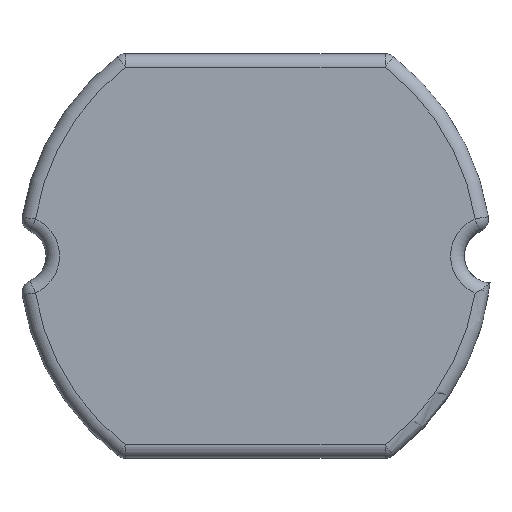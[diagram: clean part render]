
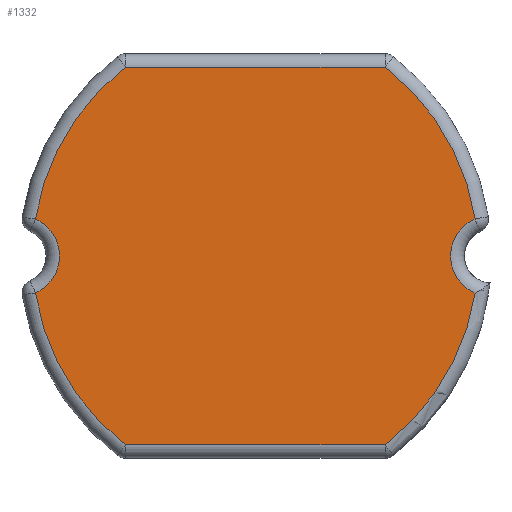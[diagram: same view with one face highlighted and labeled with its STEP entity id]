
A CAD part, front view. The second image highlights one B-rep face of the part: STEP entity #1332.
In plain terms, the highlighted planar face has unit normal (0, -1, 0).
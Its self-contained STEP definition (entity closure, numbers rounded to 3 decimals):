
#17 = AXIS2_PLACEMENT_3D ( 'NONE', #1857, #669, #2047 ) ;
#35 = ORIENTED_EDGE ( 'NONE', *, *, #1206, .T. ) ;
#138 = DIRECTION ( 'NONE',  ( 0., 0., 1. ) ) ;
#154 = ORIENTED_EDGE ( 'NONE', *, *, #673, .T. ) ;
#169 = DIRECTION ( 'NONE',  ( 0., 0., 1. ) ) ;
#236 = CARTESIAN_POINT ( 'NONE',  ( 1.75, 0., 0. ) ) ;
#252 = CIRCLE ( 'NONE', #281, 0.3 ) ;
#259 = ORIENTED_EDGE ( 'NONE', *, *, #1347, .T. ) ;
#278 = CARTESIAN_POINT ( 'NONE',  ( 1.632, 0., -0.276 ) ) ;
#281 = AXIS2_PLACEMENT_3D ( 'NONE', #2531, #1360, #169 ) ;
#304 = ORIENTED_EDGE ( 'NONE', *, *, #1069, .T. ) ;
#345 = VERTEX_POINT ( 'NONE', #581 ) ;
#361 = CIRCLE ( 'NONE', #17, 1.77 ) ;
#377 = DIRECTION ( 'NONE',  ( 0., -1., 0. ) ) ;
#408 = VERTEX_POINT ( 'NONE', #278 ) ;
#446 = DIRECTION ( 'NONE',  ( 0., 0., 1. ) ) ;
#490 = CARTESIAN_POINT ( 'NONE',  ( 0.964, 0., 1.402 ) ) ;
#533 = VERTEX_POINT ( 'NONE', #2155 ) ;
#536 = PLANE ( 'NONE',  #2232 ) ;
#549 = EDGE_CURVE ( 'NONE', #1998, #1398, #1112, .T. ) ;
#581 = CARTESIAN_POINT ( 'NONE',  ( 1.632, 0., 0.276 ) ) ;
#585 = CARTESIAN_POINT ( 'NONE',  ( 0.116, 0., 0. ) ) ;
#590 = VECTOR ( 'NONE', #785, 1000. ) ;
#665 = DIRECTION ( 'NONE',  ( 0., 1., 0. ) ) ;
#669 = DIRECTION ( 'NONE',  ( 0., -1., 0. ) ) ;
#673 = EDGE_CURVE ( 'NONE', #345, #1998, #1909, .T. ) ;
#723 = LINE ( 'NONE', #2069, #1589 ) ;
#776 = DIRECTION ( 'NONE',  ( 0., 0., 1. ) ) ;
#785 = DIRECTION ( 'NONE',  ( -1., 0., 0. ) ) ;
#806 = EDGE_LOOP ( 'NONE', ( #1353, #1604, #259, #35, #304, #2431, #154, #1706 ) ) ;
#846 = CARTESIAN_POINT ( 'NONE',  ( -0.117, 0., 0. ) ) ;
#904 = CARTESIAN_POINT ( 'NONE',  ( 0.964, 0., -1.402 ) ) ;
#939 = EDGE_CURVE ( 'NONE', #408, #345, #1893, .T. ) ;
#1005 = VERTEX_POINT ( 'NONE', #1597 ) ;
#1069 = EDGE_CURVE ( 'NONE', #1948, #408, #2506, .T. ) ;
#1112 = LINE ( 'NONE', #1964, #590 ) ;
#1206 = EDGE_CURVE ( 'NONE', #533, #1948, #723, .T. ) ;
#1330 = DIRECTION ( 'NONE',  ( 0., -1., 0. ) ) ;
#1332 = ADVANCED_FACE ( 'NONE', ( #2042 ), #536, .F. ) ;
#1347 = EDGE_CURVE ( 'NONE', #2556, #533, #361, .T. ) ;
#1353 = ORIENTED_EDGE ( 'NONE', *, *, #1741, .T. ) ;
#1360 = DIRECTION ( 'NONE',  ( 0., 1., 0. ) ) ;
#1398 = VERTEX_POINT ( 'NONE', #1474 ) ;
#1474 = CARTESIAN_POINT ( 'NONE',  ( -0.964, 0., 1.402 ) ) ;
#1530 = CIRCLE ( 'NONE', #1605, 1.77 ) ;
#1531 = AXIS2_PLACEMENT_3D ( 'NONE', #2502, #1330, #138 ) ;
#1563 = AXIS2_PLACEMENT_3D ( 'NONE', #846, #377, #1753 ) ;
#1589 = VECTOR ( 'NONE', #1695, 1000. ) ;
#1597 = CARTESIAN_POINT ( 'NONE',  ( -1.633, 0., 0.274 ) ) ;
#1603 = EDGE_CURVE ( 'NONE', #1005, #2556, #252, .T. ) ;
#1604 = ORIENTED_EDGE ( 'NONE', *, *, #1603, .T. ) ;
#1605 = AXIS2_PLACEMENT_3D ( 'NONE', #585, #1958, #776 ) ;
#1628 = DIRECTION ( 'NONE',  ( 0., 1., 0. ) ) ;
#1695 = DIRECTION ( 'NONE',  ( 1., 0., 0. ) ) ;
#1706 = ORIENTED_EDGE ( 'NONE', *, *, #549, .T. ) ;
#1729 = CARTESIAN_POINT ( 'NONE',  ( 0.116, 0., 0. ) ) ;
#1741 = EDGE_CURVE ( 'NONE', #1398, #1005, #1530, .T. ) ;
#1753 = DIRECTION ( 'NONE',  ( 0., 0., 1. ) ) ;
#1857 = CARTESIAN_POINT ( 'NONE',  ( 0.116, 0., 0. ) ) ;
#1893 = CIRCLE ( 'NONE', #1996, 0.3 ) ;
#1909 = CIRCLE ( 'NONE', #1531, 1.771 ) ;
#1948 = VERTEX_POINT ( 'NONE', #904 ) ;
#1958 = DIRECTION ( 'NONE',  ( 0., -1., 0. ) ) ;
#1964 = CARTESIAN_POINT ( 'NONE',  ( 0.116, 0., 1.402 ) ) ;
#1996 = AXIS2_PLACEMENT_3D ( 'NONE', #236, #1628, #446 ) ;
#1998 = VERTEX_POINT ( 'NONE', #490 ) ;
#2037 = DIRECTION ( 'NONE',  ( 0., 0., 1. ) ) ;
#2042 = FACE_OUTER_BOUND ( 'NONE', #806, .T. ) ;
#2047 = DIRECTION ( 'NONE',  ( 0., 0., 1. ) ) ;
#2069 = CARTESIAN_POINT ( 'NONE',  ( 0.998, 0., -1.402 ) ) ;
#2155 = CARTESIAN_POINT ( 'NONE',  ( -0.964, 0., -1.402 ) ) ;
#2232 = AXIS2_PLACEMENT_3D ( 'NONE', #1729, #665, #2037 ) ;
#2234 = CARTESIAN_POINT ( 'NONE',  ( -1.633, 0., -0.274 ) ) ;
#2431 = ORIENTED_EDGE ( 'NONE', *, *, #939, .T. ) ;
#2502 = CARTESIAN_POINT ( 'NONE',  ( -0.117, 0., 0. ) ) ;
#2506 = CIRCLE ( 'NONE', #1563, 1.771 ) ;
#2531 = CARTESIAN_POINT ( 'NONE',  ( -1.754, 0., 0. ) ) ;
#2556 = VERTEX_POINT ( 'NONE', #2234 ) ;
